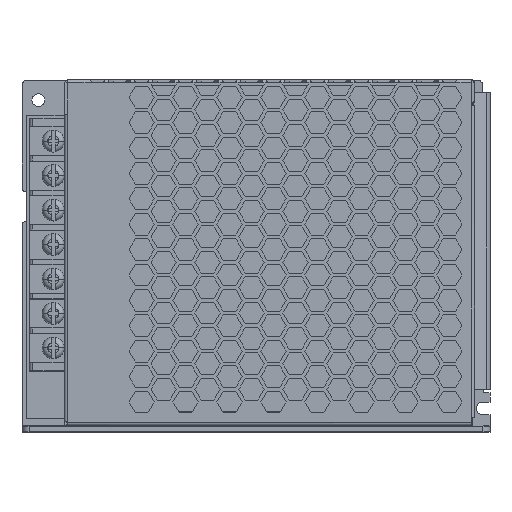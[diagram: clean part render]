
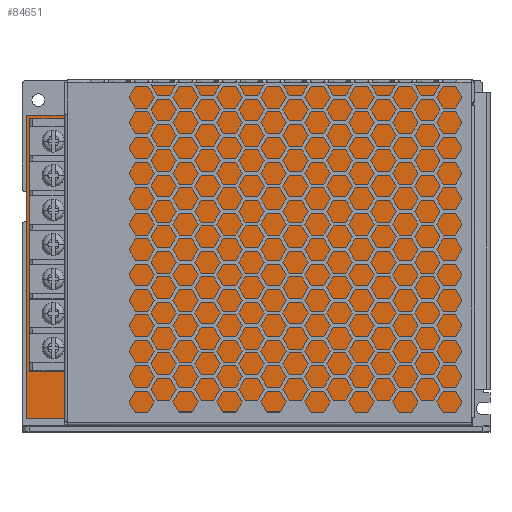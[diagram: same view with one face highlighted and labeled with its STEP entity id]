
A CAD part, top view. The second image highlights one B-rep face of the part: STEP entity #84651.
In plain terms, the highlighted face is planar.
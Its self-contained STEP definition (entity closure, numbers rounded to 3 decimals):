
#372 = CARTESIAN_POINT ( 'NONE',  ( 37.126, 60.625, 0. ) ) ;
#1408 = DIRECTION ( 'NONE',  ( 0., 1., 0. ) ) ;
#3209 = LINE ( 'NONE', #36113, #61127 ) ;
#5026 = DIRECTION ( 'NONE',  ( 0., 1., 0. ) ) ;
#6817 = FACE_OUTER_BOUND ( 'NONE', #64671, .T. ) ;
#6916 = LINE ( 'NONE', #40348, #76347 ) ;
#7980 = EDGE_CURVE ( 'NONE', #76650, #99498, #52847, .T. ) ;
#10520 = VERTEX_POINT ( 'NONE', #10847 ) ;
#10847 = CARTESIAN_POINT ( 'NONE',  ( 37.126, 47.482, -0.652 ) ) ;
#12898 = ORIENTED_EDGE ( 'NONE', *, *, #40677, .F. ) ;
#14898 = ORIENTED_EDGE ( 'NONE', *, *, #24190, .F. ) ;
#15140 = LINE ( 'NONE', #95823, #89320 ) ;
#15524 = VERTEX_POINT ( 'NONE', #89052 ) ;
#16191 = VECTOR ( 'NONE', #25715, 1000. ) ;
#18485 = VECTOR ( 'NONE', #1408, 1000. ) ;
#20502 = VECTOR ( 'NONE', #59880, 1000. ) ;
#21223 = LINE ( 'NONE', #46123, #91777 ) ;
#21614 = CARTESIAN_POINT ( 'NONE',  ( 37.126, 60.625, 14.66 ) ) ;
#22041 = VECTOR ( 'NONE', #53851, 1000. ) ;
#24190 = EDGE_CURVE ( 'NONE', #89573, #52183, #42469, .T. ) ;
#25100 = VECTOR ( 'NONE', #43690, 1000. ) ;
#25185 = VERTEX_POINT ( 'NONE', #101938 ) ;
#25715 = DIRECTION ( 'NONE',  ( 0., 0., -1. ) ) ;
#26684 = EDGE_CURVE ( 'NONE', #10520, #70536, #6916, .T. ) ;
#27136 = VECTOR ( 'NONE', #106367, 1000. ) ;
#29845 = ORIENTED_EDGE ( 'NONE', *, *, #31050, .F. ) ;
#31050 = EDGE_CURVE ( 'NONE', #52183, #15524, #67907, .T. ) ;
#31640 = DIRECTION ( 'NONE',  ( -1., 0., 0. ) ) ;
#31929 = CARTESIAN_POINT ( 'NONE',  ( 37.126, 131.158, 11.525 ) ) ;
#32152 = PLANE ( 'NONE',  #104157 ) ;
#32779 = LINE ( 'NONE', #372, #16191 ) ;
#36113 = CARTESIAN_POINT ( 'NONE',  ( 37.126, 111.325, 0. ) ) ;
#38759 = ORIENTED_EDGE ( 'NONE', *, *, #55017, .F. ) ;
#39816 = DIRECTION ( 'NONE',  ( 0., 1., 0. ) ) ;
#40348 = CARTESIAN_POINT ( 'NONE',  ( 37.126, 131.158, -0.652 ) ) ;
#40677 = EDGE_CURVE ( 'NONE', #70536, #89573, #47395, .T. ) ;
#42469 = LINE ( 'NONE', #75512, #18485 ) ;
#43690 = DIRECTION ( 'NONE',  ( 0., 0., -1. ) ) ;
#45381 = EDGE_CURVE ( 'NONE', #47168, #68096, #32779, .T. ) ;
#46123 = CARTESIAN_POINT ( 'NONE',  ( 37.126, 85.061, 14.66 ) ) ;
#46442 = ORIENTED_EDGE ( 'NONE', *, *, #100530, .F. ) ;
#46463 = CARTESIAN_POINT ( 'NONE',  ( 37.126, 60.625, 0. ) ) ;
#46966 = ORIENTED_EDGE ( 'NONE', *, *, #7980, .F. ) ;
#47164 = ORIENTED_EDGE ( 'NONE', *, *, #45381, .T. ) ;
#47168 = VERTEX_POINT ( 'NONE', #21614 ) ;
#47395 = LINE ( 'NONE', #90623, #27136 ) ;
#48163 = DIRECTION ( 'NONE',  ( 0., -1., -0.001 ) ) ;
#52183 = VERTEX_POINT ( 'NONE', #94387 ) ;
#52847 = LINE ( 'NONE', #85812, #20502 ) ;
#53851 = DIRECTION ( 'NONE',  ( 0., 0., 1. ) ) ;
#55017 = EDGE_CURVE ( 'NONE', #15524, #25185, #15140, .T. ) ;
#59880 = DIRECTION ( 'NONE',  ( 0., 0., -1. ) ) ;
#61127 = VECTOR ( 'NONE', #78901, 1000. ) ;
#63250 = ORIENTED_EDGE ( 'NONE', *, *, #102882, .T. ) ;
#64671 = EDGE_LOOP ( 'NONE', ( #38759, #29845, #14898, #12898, #69593, #46442 ) ) ;
#65040 = CARTESIAN_POINT ( 'NONE',  ( 37.126, 130.325, 0. ) ) ;
#65176 = CARTESIAN_POINT ( 'NONE',  ( 37.126, 130.325, 14.66 ) ) ;
#67907 = LINE ( 'NONE', #93890, #22041 ) ;
#68038 = LINE ( 'NONE', #101070, #25100 ) ;
#68096 = VERTEX_POINT ( 'NONE', #46463 ) ;
#69593 = ORIENTED_EDGE ( 'NONE', *, *, #26684, .F. ) ;
#70536 = VERTEX_POINT ( 'NONE', #70681 ) ;
#70681 = CARTESIAN_POINT ( 'NONE',  ( 37.126, 131.158, -0.652 ) ) ;
#73313 = FACE_BOUND ( 'NONE', #103039, .T. ) ;
#75512 = CARTESIAN_POINT ( 'NONE',  ( 37.126, 139.449, 11.525 ) ) ;
#76347 = VECTOR ( 'NONE', #39816, 1000. ) ;
#76650 = VERTEX_POINT ( 'NONE', #65176 ) ;
#78901 = DIRECTION ( 'NONE',  ( 0., 1., 0. ) ) ;
#81527 = EDGE_CURVE ( 'NONE', #47168, #76650, #21223, .T. ) ;
#84651 = ADVANCED_FACE ( 'NONE', ( #6817, #73313 ), #32152, .T. ) ;
#85812 = CARTESIAN_POINT ( 'NONE',  ( 37.126, 130.325, 0. ) ) ;
#89052 = CARTESIAN_POINT ( 'NONE',  ( 37.126, 139.449, 120.336 ) ) ;
#89320 = VECTOR ( 'NONE', #48163, 1000. ) ;
#89573 = VERTEX_POINT ( 'NONE', #31929 ) ;
#90623 = CARTESIAN_POINT ( 'NONE',  ( 37.126, 131.158, 11.525 ) ) ;
#91777 = VECTOR ( 'NONE', #5026, 1000. ) ;
#93890 = CARTESIAN_POINT ( 'NONE',  ( 37.126, 139.449, 120.336 ) ) ;
#94387 = CARTESIAN_POINT ( 'NONE',  ( 37.126, 139.449, 11.525 ) ) ;
#95823 = CARTESIAN_POINT ( 'NONE',  ( 37.126, 47.482, 120.233 ) ) ;
#97606 = ORIENTED_EDGE ( 'NONE', *, *, #81527, .F. ) ;
#97678 = DIRECTION ( 'NONE',  ( 0., 0., 1. ) ) ;
#99498 = VERTEX_POINT ( 'NONE', #65040 ) ;
#100530 = EDGE_CURVE ( 'NONE', #25185, #10520, #68038, .T. ) ;
#101070 = CARTESIAN_POINT ( 'NONE',  ( 37.126, 47.482, -0.652 ) ) ;
#101938 = CARTESIAN_POINT ( 'NONE',  ( 37.126, 47.482, 120.233 ) ) ;
#102882 = EDGE_CURVE ( 'NONE', #68096, #99498, #3209, .T. ) ;
#103039 = EDGE_LOOP ( 'NONE', ( #63250, #46966, #97606, #47164 ) ) ;
#104157 = AXIS2_PLACEMENT_3D ( 'NONE', #104751, #31640, #97678 ) ;
#104751 = CARTESIAN_POINT ( 'NONE',  ( 37.126, 0., 0. ) ) ;
#106367 = DIRECTION ( 'NONE',  ( 0., 0., 1. ) ) ;
